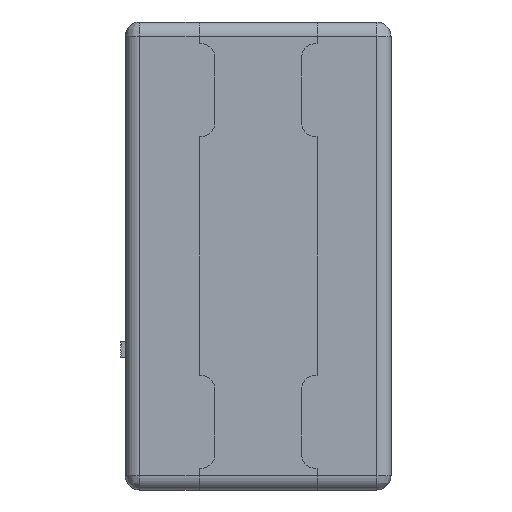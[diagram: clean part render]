
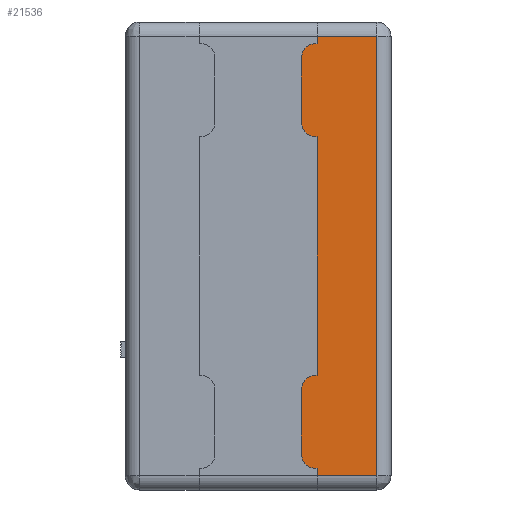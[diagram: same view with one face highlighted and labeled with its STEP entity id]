
A CAD part, left-side view. The second image highlights one B-rep face of the part: STEP entity #21536.
In plain terms, the highlighted planar face has unit normal (-1, 0, 0).
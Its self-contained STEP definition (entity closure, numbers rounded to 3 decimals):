
#274 = VECTOR ( 'NONE', #25079, 1000. ) ;
#1100 = CARTESIAN_POINT ( 'NONE',  ( -34.1, -92.759, 30.64 ) ) ;
#1140 = EDGE_CURVE ( 'NONE', #48191, #33604, #38845, .T. ) ;
#1548 = ORIENTED_EDGE ( 'NONE', *, *, #25607, .F. ) ;
#1795 = DIRECTION ( 'NONE',  ( 1., 0., 0. ) ) ;
#1854 = VECTOR ( 'NONE', #33302, 1000. ) ;
#1936 = VERTEX_POINT ( 'NONE', #41798 ) ;
#2183 = DIRECTION ( 'NONE',  ( 0., 0., 1. ) ) ;
#2698 = CARTESIAN_POINT ( 'NONE',  ( -34.1, 12.5, -30.64 ) ) ;
#2868 = CIRCLE ( 'NONE', #45075, 2. ) ;
#3312 = CARTESIAN_POINT ( 'NONE',  ( -34.1, 10.3, -29.64 ) ) ;
#3858 = EDGE_CURVE ( 'NONE', #38195, #50428, #3975, .T. ) ;
#3975 = LINE ( 'NONE', #42538, #20287 ) ;
#4573 = ORIENTED_EDGE ( 'NONE', *, *, #12799, .F. ) ;
#5058 = EDGE_CURVE ( 'NONE', #1936, #22031, #16887, .T. ) ;
#5325 = ORIENTED_EDGE ( 'NONE', *, *, #42762, .F. ) ;
#5393 = CIRCLE ( 'NONE', #46851, 2. ) ;
#5431 = DIRECTION ( 'NONE',  ( 0., 0., -1. ) ) ;
#5442 = CARTESIAN_POINT ( 'NONE',  ( -34.1, -92.759, -16.64 ) ) ;
#5657 = DIRECTION ( 'NONE',  ( 0., 0., -1. ) ) ;
#6480 = LINE ( 'NONE', #33124, #1854 ) ;
#6755 = ORIENTED_EDGE ( 'NONE', *, *, #43393, .F. ) ;
#7741 = LINE ( 'NONE', #2698, #42878 ) ;
#7755 = CARTESIAN_POINT ( 'NONE',  ( -34.1, -92.759, 16.64 ) ) ;
#8566 = ORIENTED_EDGE ( 'NONE', *, *, #40974, .F. ) ;
#8768 = ORIENTED_EDGE ( 'NONE', *, *, #48730, .F. ) ;
#8946 = VERTEX_POINT ( 'NONE', #39369 ) ;
#9507 = PLANE ( 'NONE',  #43223 ) ;
#10635 = CARTESIAN_POINT ( 'NONE',  ( -34.1, -92.759, -29.64 ) ) ;
#11372 = CARTESIAN_POINT ( 'NONE',  ( -34.1, 10.5, 18.64 ) ) ;
#11543 = DIRECTION ( 'NONE',  ( 1., 0., 0. ) ) ;
#11877 = EDGE_CURVE ( 'NONE', #44546, #20361, #42571, .T. ) ;
#12318 = VECTOR ( 'NONE', #22034, 1000. ) ;
#12799 = EDGE_CURVE ( 'NONE', #45559, #23532, #40538, .T. ) ;
#13805 = DIRECTION ( 'NONE',  ( 0., -1., 0. ) ) ;
#14030 = CARTESIAN_POINT ( 'NONE',  ( -34.1, 2., -30.64 ) ) ;
#14615 = VERTEX_POINT ( 'NONE', #31439 ) ;
#15648 = EDGE_CURVE ( 'NONE', #38195, #45559, #16878, .T. ) ;
#15712 = VECTOR ( 'NONE', #2183, 1000. ) ;
#16878 = LINE ( 'NONE', #7755, #50715 ) ;
#16887 = LINE ( 'NONE', #25469, #52696 ) ;
#17042 = CARTESIAN_POINT ( 'NONE',  ( -34.1, 37.08, 29.64 ) ) ;
#17124 = CARTESIAN_POINT ( 'NONE',  ( -34.1, 2., 30.64 ) ) ;
#17428 = DIRECTION ( 'NONE',  ( 0., 0., 1. ) ) ;
#17511 = DIRECTION ( 'NONE',  ( 0., 0., -1. ) ) ;
#18871 = CARTESIAN_POINT ( 'NONE',  ( -34.1, 10.5, -27.64 ) ) ;
#19004 = CARTESIAN_POINT ( 'NONE',  ( -34.1, 10.3, 16.64 ) ) ;
#19044 = ORIENTED_EDGE ( 'NONE', *, *, #24638, .F. ) ;
#19781 = EDGE_CURVE ( 'NONE', #44546, #46792, #46955, .T. ) ;
#20287 = VECTOR ( 'NONE', #5431, 1000. ) ;
#20361 = VERTEX_POINT ( 'NONE', #46426 ) ;
#20633 = CARTESIAN_POINT ( 'NONE',  ( -34.1, 12.5, -27.64 ) ) ;
#20635 = DIRECTION ( 'NONE',  ( 0., 0., 1. ) ) ;
#20800 = CARTESIAN_POINT ( 'NONE',  ( -34.1, 12.5, 18.64 ) ) ;
#21224 = EDGE_CURVE ( 'NONE', #33604, #20361, #6480, .T. ) ;
#21533 = EDGE_CURVE ( 'NONE', #22031, #48191, #51982, .T. ) ;
#21536 = ADVANCED_FACE ( 'NONE', ( #22703 ), #9507, .F. ) ;
#21653 = CARTESIAN_POINT ( 'NONE',  ( -34.1, 10.5, 29.64 ) ) ;
#22031 = VERTEX_POINT ( 'NONE', #32879 ) ;
#22034 = DIRECTION ( 'NONE',  ( 0., -1., 0. ) ) ;
#22056 = AXIS2_PLACEMENT_3D ( 'NONE', #11372, #11543, #52629 ) ;
#22493 = ORIENTED_EDGE ( 'NONE', *, *, #21224, .F. ) ;
#22524 = CARTESIAN_POINT ( 'NONE',  ( -34.1, 10.5, -16.64 ) ) ;
#22703 = FACE_OUTER_BOUND ( 'NONE', #36751, .T. ) ;
#23532 = VERTEX_POINT ( 'NONE', #20800 ) ;
#23656 = ORIENTED_EDGE ( 'NONE', *, *, #21533, .F. ) ;
#24638 = EDGE_CURVE ( 'NONE', #8946, #37061, #2868, .T. ) ;
#24775 = ORIENTED_EDGE ( 'NONE', *, *, #5058, .F. ) ;
#25079 = DIRECTION ( 'NONE',  ( 0., 0., -1. ) ) ;
#25469 = CARTESIAN_POINT ( 'NONE',  ( -34.1, 10.3, -30.64 ) ) ;
#25599 = CARTESIAN_POINT ( 'NONE',  ( -34.1, 10.3, 30.64 ) ) ;
#25607 = EDGE_CURVE ( 'NONE', #14615, #36923, #39895, .T. ) ;
#25640 = CARTESIAN_POINT ( 'NONE',  ( -34.1, 10.5, 16.64 ) ) ;
#25947 = DIRECTION ( 'NONE',  ( 1., 0., 0. ) ) ;
#25968 = ORIENTED_EDGE ( 'NONE', *, *, #1140, .F. ) ;
#27888 = VECTOR ( 'NONE', #33232, 1000. ) ;
#31439 = CARTESIAN_POINT ( 'NONE',  ( -34.1, 12.5, 27.64 ) ) ;
#31453 = CARTESIAN_POINT ( 'NONE',  ( -34.1, 2., -30.64 ) ) ;
#31872 = ORIENTED_EDGE ( 'NONE', *, *, #3858, .T. ) ;
#32879 = CARTESIAN_POINT ( 'NONE',  ( -34.1, 10.3, 30.64 ) ) ;
#33124 = CARTESIAN_POINT ( 'NONE',  ( -34.1, -92.759, -30.64 ) ) ;
#33232 = DIRECTION ( 'NONE',  ( 0., -1., 0. ) ) ;
#33302 = DIRECTION ( 'NONE',  ( 0., 1., 0. ) ) ;
#33604 = VERTEX_POINT ( 'NONE', #31453 ) ;
#34178 = CARTESIAN_POINT ( 'NONE',  ( -34.1, 10.5, -29.64 ) ) ;
#34327 = CARTESIAN_POINT ( 'NONE',  ( -34.1, 10.3, -16.64 ) ) ;
#35613 = DIRECTION ( 'NONE',  ( 0., 0., 1. ) ) ;
#36751 = EDGE_LOOP ( 'NONE', ( #24775, #36902, #1548, #8566, #4573, #49573, #31872, #6755, #19044, #5325, #8768, #44602, #39801, #22493, #25968, #23656 ) ) ;
#36902 = ORIENTED_EDGE ( 'NONE', *, *, #43139, .F. ) ;
#36923 = VERTEX_POINT ( 'NONE', #21653 ) ;
#37061 = VERTEX_POINT ( 'NONE', #22524 ) ;
#38195 = VERTEX_POINT ( 'NONE', #19004 ) ;
#38480 = CARTESIAN_POINT ( 'NONE',  ( -34.1, 10.5, -18.64 ) ) ;
#38841 = DIRECTION ( 'NONE',  ( 0., 0., 1. ) ) ;
#38845 = LINE ( 'NONE', #14030, #41444 ) ;
#39337 = DIRECTION ( 'NONE',  ( 0., 1., 0. ) ) ;
#39369 = CARTESIAN_POINT ( 'NONE',  ( -34.1, 12.5, -18.64 ) ) ;
#39801 = ORIENTED_EDGE ( 'NONE', *, *, #11877, .T. ) ;
#39895 = CIRCLE ( 'NONE', #39897, 2. ) ;
#39897 = AXIS2_PLACEMENT_3D ( 'NONE', #45549, #49388, #20635 ) ;
#40251 = LINE ( 'NONE', #17042, #27888 ) ;
#40357 = VERTEX_POINT ( 'NONE', #20633 ) ;
#40538 = CIRCLE ( 'NONE', #22056, 2. ) ;
#40974 = EDGE_CURVE ( 'NONE', #23532, #14615, #42394, .T. ) ;
#41369 = DIRECTION ( 'NONE',  ( 0., 1., 0. ) ) ;
#41444 = VECTOR ( 'NONE', #17511, 1000. ) ;
#41798 = CARTESIAN_POINT ( 'NONE',  ( -34.1, 10.3, 29.64 ) ) ;
#42347 = DIRECTION ( 'NONE',  ( 1., 0., 0. ) ) ;
#42394 = LINE ( 'NONE', #47875, #15712 ) ;
#42538 = CARTESIAN_POINT ( 'NONE',  ( -34.1, 10.3, 30.64 ) ) ;
#42571 = LINE ( 'NONE', #25599, #274 ) ;
#42762 = EDGE_CURVE ( 'NONE', #40357, #8946, #7741, .T. ) ;
#42878 = VECTOR ( 'NONE', #35613, 1000. ) ;
#43018 = VECTOR ( 'NONE', #39337, 1000. ) ;
#43139 = EDGE_CURVE ( 'NONE', #36923, #1936, #40251, .T. ) ;
#43223 = AXIS2_PLACEMENT_3D ( 'NONE', #43289, #1795, #5657 ) ;
#43289 = CARTESIAN_POINT ( 'NONE',  ( -34.1, -92.759, -30.64 ) ) ;
#43393 = EDGE_CURVE ( 'NONE', #37061, #50428, #50011, .T. ) ;
#44546 = VERTEX_POINT ( 'NONE', #3312 ) ;
#44602 = ORIENTED_EDGE ( 'NONE', *, *, #19781, .F. ) ;
#45075 = AXIS2_PLACEMENT_3D ( 'NONE', #38480, #25947, #38841 ) ;
#45549 = CARTESIAN_POINT ( 'NONE',  ( -34.1, 10.5, 27.64 ) ) ;
#45559 = VERTEX_POINT ( 'NONE', #25640 ) ;
#46118 = VECTOR ( 'NONE', #13805, 1000. ) ;
#46426 = CARTESIAN_POINT ( 'NONE',  ( -34.1, 10.3, -30.64 ) ) ;
#46792 = VERTEX_POINT ( 'NONE', #34178 ) ;
#46851 = AXIS2_PLACEMENT_3D ( 'NONE', #18871, #42347, #17428 ) ;
#46955 = LINE ( 'NONE', #10635, #43018 ) ;
#47875 = CARTESIAN_POINT ( 'NONE',  ( -34.1, 12.5, -30.64 ) ) ;
#48191 = VERTEX_POINT ( 'NONE', #17124 ) ;
#48730 = EDGE_CURVE ( 'NONE', #46792, #40357, #5393, .T. ) ;
#49388 = DIRECTION ( 'NONE',  ( 1., 0., 0. ) ) ;
#49573 = ORIENTED_EDGE ( 'NONE', *, *, #15648, .F. ) ;
#50011 = LINE ( 'NONE', #5442, #46118 ) ;
#50195 = DIRECTION ( 'NONE',  ( 0., 0., 1. ) ) ;
#50428 = VERTEX_POINT ( 'NONE', #34327 ) ;
#50715 = VECTOR ( 'NONE', #41369, 1000. ) ;
#51982 = LINE ( 'NONE', #1100, #12318 ) ;
#52629 = DIRECTION ( 'NONE',  ( 0., 0., 1. ) ) ;
#52696 = VECTOR ( 'NONE', #50195, 1000. ) ;
